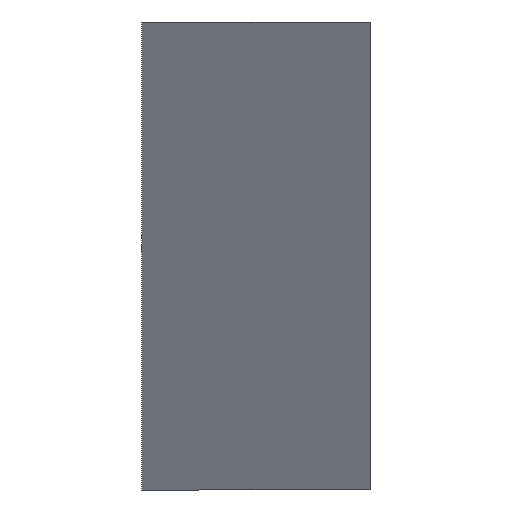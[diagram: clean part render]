
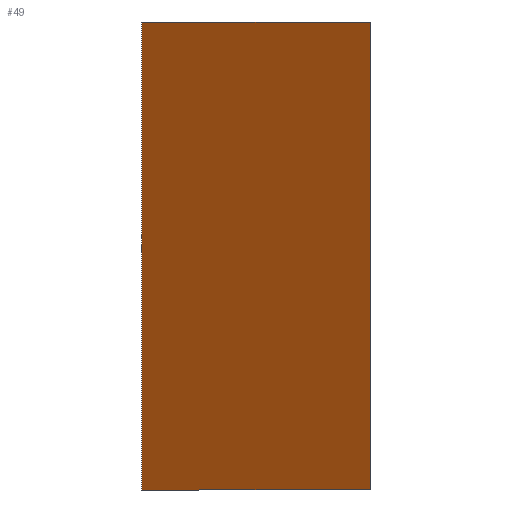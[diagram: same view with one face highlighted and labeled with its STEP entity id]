
A CAD part, left-side view. The second image highlights one B-rep face of the part: STEP entity #49.
In plain terms, the highlighted planar face has unit normal (-0.8, 0.6, 0).
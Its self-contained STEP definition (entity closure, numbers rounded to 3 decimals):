
#49=ADVANCED_FACE('',(#61),#55,.F.);
#55=PLANE('',#150);
#61=FACE_OUTER_BOUND('',#65,.T.);
#65=EDGE_LOOP('',(#84,#85,#86,#87));
#84=ORIENTED_EDGE('',*,*,#120,.T.);
#85=ORIENTED_EDGE('',*,*,#113,.F.);
#86=ORIENTED_EDGE('',*,*,#121,.F.);
#87=ORIENTED_EDGE('',*,*,#118,.T.);
#100=VERTEX_POINT('',#192);
#103=VERTEX_POINT('',#197);
#106=VERTEX_POINT('',#207);
#107=VERTEX_POINT('',#209);
#113=EDGE_CURVE('',#103,#100,#127,.T.);
#118=EDGE_CURVE('',#107,#106,#130,.T.);
#120=EDGE_CURVE('',#106,#100,#132,.T.);
#121=EDGE_CURVE('',#107,#103,#133,.T.);
#127=LINE('',#198,#137);
#130=LINE('',#208,#140);
#132=LINE('',#212,#142);
#133=LINE('',#213,#143);
#137=VECTOR('',#161,1.);
#140=VECTOR('',#172,1.);
#142=VECTOR('',#176,1.);
#143=VECTOR('',#177,1.);
#150=AXIS2_PLACEMENT_3D('',#214,#178,#179);
#161=DIRECTION('',(0.,0.,-1.));
#172=DIRECTION('',(0.,0.,-1.));
#176=DIRECTION('',(-0.6,-0.8,0.));
#177=DIRECTION('',(-0.6,-0.8,0.));
#178=DIRECTION('',(0.8,-0.6,0.));
#179=DIRECTION('',(0.6,0.8,0.));
#192=CARTESIAN_POINT('',(-10.,-5.,0.));
#197=CARTESIAN_POINT('',(-10.,-5.,41.));
#198=CARTESIAN_POINT('',(-10.,-5.,41.));
#207=CARTESIAN_POINT('',(5.,15.,0.));
#208=CARTESIAN_POINT('',(5.,15.,41.));
#209=CARTESIAN_POINT('',(5.,15.,41.));
#212=CARTESIAN_POINT('',(5.,15.,0.));
#213=CARTESIAN_POINT('',(-4.,3.,41.));
#214=CARTESIAN_POINT('',(5.,15.,41.));
